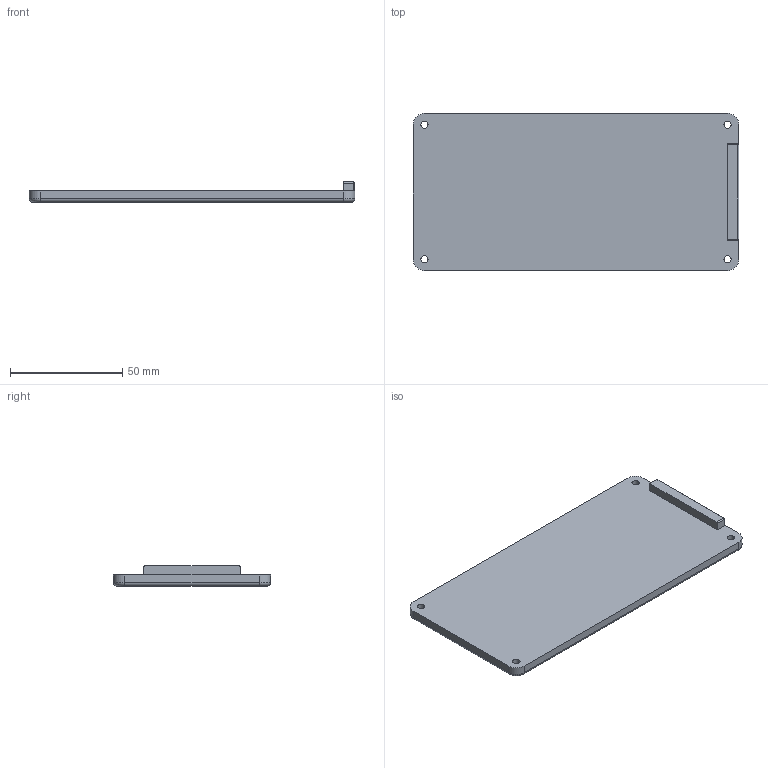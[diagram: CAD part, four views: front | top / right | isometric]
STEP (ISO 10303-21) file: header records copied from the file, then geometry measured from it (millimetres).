
FILE_DESCRIPTION (( 'STEP AP214' ), '1' );
FILE_NAME ('lid.STEP', '2023-01-20T22:12:24', ( '' ), ( '' ), 'SwSTEP 2.0', 'SolidWorks 2022', '' );
FILE_SCHEMA (( 'AUTOMOTIVE_DESIGN' ));
Length unit declared in the file: millimetre
Products named in the file (1): lid
Bounding box: 145 x 70 x 9 mm (x, y, z)
Volume: 50976.2 mm3; surface area: 22610.4 mm2
Topology: 1 solids, 1 shells, 53 faces, 125 edges, 72 vertices
Faces by surface type: cylinder 26, plane 13, cone 10, torus 4
Entity records: 1543 total; most frequent: DIRECTION 287, CARTESIAN_POINT 249, ORIENTED_EDGE 246, EDGE_CURVE 123, AXIS2_PLACEMENT_3D 110, VERTEX_POINT 72, VECTOR 67, LINE 67
